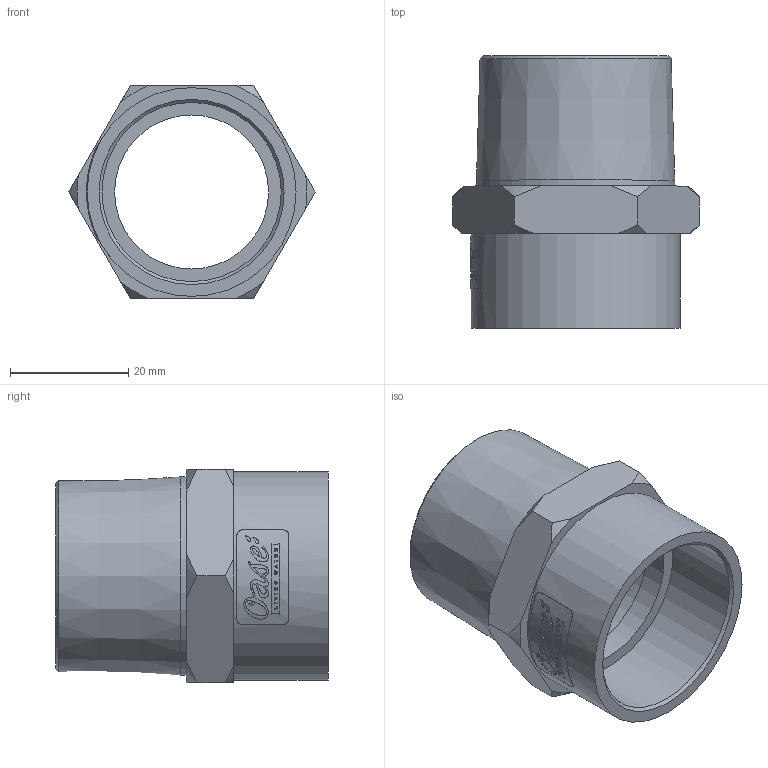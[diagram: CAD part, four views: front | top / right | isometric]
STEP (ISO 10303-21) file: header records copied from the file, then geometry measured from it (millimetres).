
FILE_DESCRIPTION(/* description */ (''),/* implementation_level */ '2;1');
FILE_NAME(/* name */ '51026 Adapter G10.stp',/* time_stamp */ '2017-08-14T09:32:21+02:00',/* author */ ('guzb562'),/* organization */ (''),/* preprocessor_version */ 'ST-DEVELOPER v16.1',/* originating_system */ 'Autodesk Inventor 2016',/* authorisation */ '');
FILE_SCHEMA (('AUTOMOTIVE_DESIGN { 1 0 10303 214 3 1 1 }'));
Length unit declared in the file: millimetre
Products named in the file (1): 51026 Adapter G10
Bounding box: 41.57 x 46 x 36 mm (x, y, z)
Volume: 15008.4 mm3; surface area: 10103.9 mm2
Topology: 1 solids, 1 shells, 237 faces, 628 edges, 417 vertices
Faces by surface type: plane 112, bspline 78, cylinder 31, cone 16
Full cylindrical faces by diameter (mm): 25.999 x1, 27 x1, 30.249 x1, 33.462 x1, 35.249 x1
Entity records: 10397 total; most frequent: CARTESIAN_POINT 4981, ORIENTED_EDGE 1232, DIRECTION 925, EDGE_CURVE 616, VERTEX_POINT 415, AXIS2_PLACEMENT_3D 337, EDGE_LOOP 273, LINE 251
